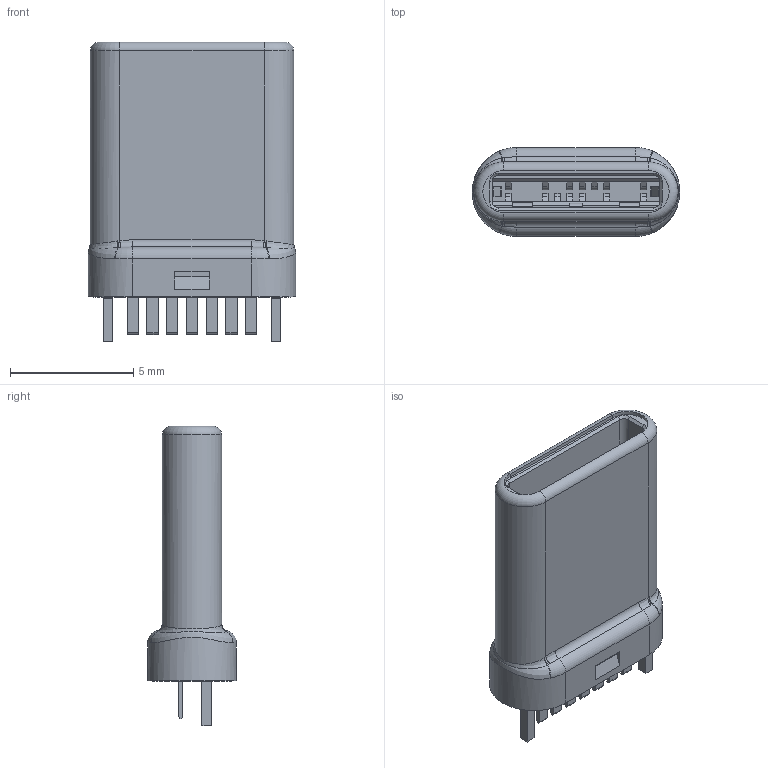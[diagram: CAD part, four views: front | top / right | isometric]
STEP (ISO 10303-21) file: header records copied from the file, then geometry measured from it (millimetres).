
FILE_DESCRIPTION((''),'2;1');
FILE_NAME('TYPE_C_MODING-10_30','2025-12-16T18:07:08',('Administrator'),(''),'CREO PARAMETRIC BY PTC INC, 2022073','CREO PARAMETRIC BY PTC INC, 2022073','');
FILE_SCHEMA(('CONFIG_CONTROL_DESIGN'));
Length unit declared in the file: millimetre
Products named in the file (1): TYPE_C_MODING-10_30
Bounding box: 8.4 x 3.6 x 12.13 mm (x, y, z)
Volume: 171.3 mm3; surface area: 480.6 mm2
Topology: 1 solids, 1 shells, 428 faces, 1313 edges, 876 vertices
Faces by surface type: plane 296, cylinder 78, bspline 40, torus 10, cone 4
Entity records: 17434 total; most frequent: CARTESIAN_POINT 5758, ORIENTED_EDGE 2626, DIRECTION 2193, EDGE_CURVE 1313, VECTOR 957, LINE 957, VERTEX_POINT 876, AXIS2_PLACEMENT_3D 618
